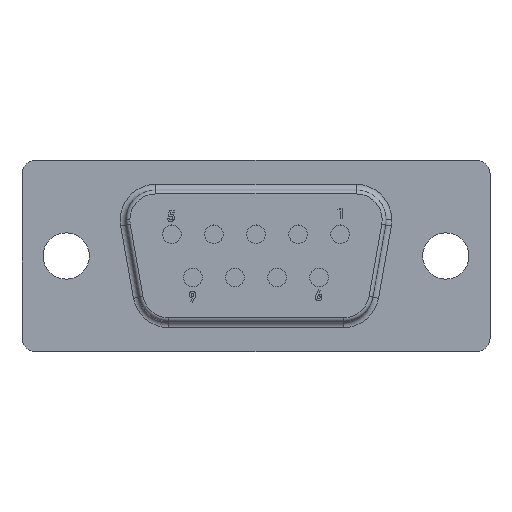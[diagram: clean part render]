
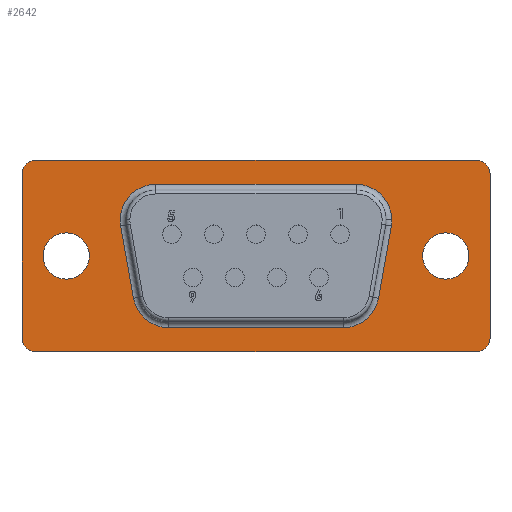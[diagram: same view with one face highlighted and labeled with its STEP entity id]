
A CAD part, top view. The second image highlights one B-rep face of the part: STEP entity #2642.
In plain terms, the highlighted planar face has unit normal (0, 0, 1).
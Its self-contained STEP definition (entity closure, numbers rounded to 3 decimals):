
#1296 = VERTEX_POINT('',#1297);
#1297 = CARTESIAN_POINT('',(1.068,3.284,6.48));
#1306 = EDGE_CURVE('',#1296,#1307,#1309,.T.);
#1307 = VERTEX_POINT('',#1308);
#1308 = CARTESIAN_POINT('',(3.404,0.947,6.48));
#1309 = CIRCLE('',#1310,2.337);
#1310 = AXIS2_PLACEMENT_3D('',#1311,#1312,#1313);
#1311 = CARTESIAN_POINT('',(1.068,0.947,6.48));
#1312 = DIRECTION('',(0.,0.,-1.));
#1313 = DIRECTION('',(1.,0.,0.));
#1418 = VERTEX_POINT('',#1419);
#1419 = CARTESIAN_POINT('',(8.486,-1.428,6.48));
#1425 = EDGE_CURVE('',#1426,#1418,#1428,.T.);
#1426 = VERTEX_POINT('',#1427);
#1427 = CARTESIAN_POINT('',(5.438,-1.428,6.48));
#1428 = CIRCLE('',#1429,1.524);
#1429 = AXIS2_PLACEMENT_3D('',#1430,#1431,#1432);
#1430 = CARTESIAN_POINT('',(6.962,-1.428,6.48));
#1431 = DIRECTION('',(0.,0.,1.));
#1432 = DIRECTION('',(1.,0.,0.));
#1460 = VERTEX_POINT('',#1461);
#1461 = CARTESIAN_POINT('',(-16.508,-1.428,6.48));
#1467 = EDGE_CURVE('',#1468,#1460,#1470,.T.);
#1468 = VERTEX_POINT('',#1469);
#1469 = CARTESIAN_POINT('',(-19.556,-1.428,6.48));
#1470 = CIRCLE('',#1471,1.524);
#1471 = AXIS2_PLACEMENT_3D('',#1472,#1473,#1474);
#1472 = CARTESIAN_POINT('',(-18.032,-1.428,6.48));
#1473 = DIRECTION('',(0.,0.,1.));
#1474 = DIRECTION('',(1.,0.,0.));
#2642 = ADVANCED_FACE('',(#2643,#2712,#2722,#2732),#2802,.T.);
#2643 = FACE_BOUND('',#2644,.T.);
#2644 = EDGE_LOOP('',(#2645,#2646,#2655,#2663,#2672,#2680,#2689,#2697,
    #2706));
#2645 = ORIENTED_EDGE('',*,*,#1306,.T.);
#2646 = ORIENTED_EDGE('',*,*,#2647,.T.);
#2647 = EDGE_CURVE('',#1307,#2648,#2650,.T.);
#2648 = VERTEX_POINT('',#2649);
#2649 = CARTESIAN_POINT('',(3.369,0.541,6.48));
#2650 = CIRCLE('',#2651,2.337);
#2651 = AXIS2_PLACEMENT_3D('',#2652,#2653,#2654);
#2652 = CARTESIAN_POINT('',(1.068,0.947,6.48));
#2653 = DIRECTION('',(0.,0.,-1.));
#2654 = DIRECTION('',(1.,0.,0.));
#2655 = ORIENTED_EDGE('',*,*,#2656,.T.);
#2656 = EDGE_CURVE('',#2648,#2657,#2659,.T.);
#2657 = VERTEX_POINT('',#2658);
#2658 = CARTESIAN_POINT('',(2.531,-4.209,6.48));
#2659 = LINE('',#2660,#2661);
#2660 = CARTESIAN_POINT('',(1.22,-11.637,6.48));
#2661 = VECTOR('',#2662,1.);
#2662 = DIRECTION('',(-0.174,-0.985,0.));
#2663 = ORIENTED_EDGE('',*,*,#2664,.T.);
#2664 = EDGE_CURVE('',#2657,#2665,#2667,.T.);
#2665 = VERTEX_POINT('',#2666);
#2666 = CARTESIAN_POINT('',(0.229,-6.139,6.48));
#2667 = CIRCLE('',#2668,2.337);
#2668 = AXIS2_PLACEMENT_3D('',#2669,#2670,#2671);
#2669 = CARTESIAN_POINT('',(0.229,-3.803,6.48));
#2670 = DIRECTION('',(0.,0.,-1.));
#2671 = DIRECTION('',(1.,0.,0.));
#2672 = ORIENTED_EDGE('',*,*,#2673,.T.);
#2673 = EDGE_CURVE('',#2665,#2674,#2676,.T.);
#2674 = VERTEX_POINT('',#2675);
#2675 = CARTESIAN_POINT('',(-11.299,-6.139,6.48));
#2676 = LINE('',#2677,#2678);
#2677 = CARTESIAN_POINT('',(-20.94,-6.139,6.48));
#2678 = VECTOR('',#2679,1.);
#2679 = DIRECTION('',(-1.,0.,0.));
#2680 = ORIENTED_EDGE('',*,*,#2681,.T.);
#2681 = EDGE_CURVE('',#2674,#2682,#2684,.T.);
#2682 = VERTEX_POINT('',#2683);
#2683 = CARTESIAN_POINT('',(-13.601,-4.209,6.48));
#2684 = CIRCLE('',#2685,2.337);
#2685 = AXIS2_PLACEMENT_3D('',#2686,#2687,#2688);
#2686 = CARTESIAN_POINT('',(-11.299,-3.803,6.48));
#2687 = DIRECTION('',(0.,0.,-1.));
#2688 = DIRECTION('',(1.,0.,0.));
#2689 = ORIENTED_EDGE('',*,*,#2690,.T.);
#2690 = EDGE_CURVE('',#2682,#2691,#2693,.T.);
#2691 = VERTEX_POINT('',#2692);
#2692 = CARTESIAN_POINT('',(-14.439,0.541,6.48));
#2693 = LINE('',#2694,#2695);
#2694 = CARTESIAN_POINT('',(-13.22,-6.364,6.48));
#2695 = VECTOR('',#2696,1.);
#2696 = DIRECTION('',(-0.174,0.985,0.));
#2697 = ORIENTED_EDGE('',*,*,#2698,.T.);
#2698 = EDGE_CURVE('',#2691,#2699,#2701,.T.);
#2699 = VERTEX_POINT('',#2700);
#2700 = CARTESIAN_POINT('',(-12.137,3.284,6.48));
#2701 = CIRCLE('',#2702,2.337);
#2702 = AXIS2_PLACEMENT_3D('',#2703,#2704,#2705);
#2703 = CARTESIAN_POINT('',(-12.137,0.947,6.48));
#2704 = DIRECTION('',(0.,0.,-1.));
#2705 = DIRECTION('',(1.,0.,0.));
#2706 = ORIENTED_EDGE('',*,*,#2707,.T.);
#2707 = EDGE_CURVE('',#2699,#1296,#2708,.T.);
#2708 = LINE('',#2709,#2710);
#2709 = CARTESIAN_POINT('',(-20.94,3.284,6.48));
#2710 = VECTOR('',#2711,1.);
#2711 = DIRECTION('',(1.,0.,0.));
#2712 = FACE_BOUND('',#2713,.T.);
#2713 = EDGE_LOOP('',(#2714,#2721));
#2714 = ORIENTED_EDGE('',*,*,#2715,.F.);
#2715 = EDGE_CURVE('',#1418,#1426,#2716,.T.);
#2716 = CIRCLE('',#2717,1.524);
#2717 = AXIS2_PLACEMENT_3D('',#2718,#2719,#2720);
#2718 = CARTESIAN_POINT('',(6.962,-1.428,6.48));
#2719 = DIRECTION('',(0.,0.,1.));
#2720 = DIRECTION('',(1.,0.,0.));
#2721 = ORIENTED_EDGE('',*,*,#1425,.F.);
#2722 = FACE_BOUND('',#2723,.T.);
#2723 = EDGE_LOOP('',(#2724,#2731));
#2724 = ORIENTED_EDGE('',*,*,#2725,.F.);
#2725 = EDGE_CURVE('',#1460,#1468,#2726,.T.);
#2726 = CIRCLE('',#2727,1.524);
#2727 = AXIS2_PLACEMENT_3D('',#2728,#2729,#2730);
#2728 = CARTESIAN_POINT('',(-18.032,-1.428,6.48));
#2729 = DIRECTION('',(0.,0.,1.));
#2730 = DIRECTION('',(1.,0.,0.));
#2731 = ORIENTED_EDGE('',*,*,#1467,.F.);
#2732 = FACE_BOUND('',#2733,.T.);
#2733 = EDGE_LOOP('',(#2734,#2744,#2753,#2761,#2770,#2778,#2787,#2795));
#2734 = ORIENTED_EDGE('',*,*,#2735,.T.);
#2735 = EDGE_CURVE('',#2736,#2738,#2740,.T.);
#2736 = VERTEX_POINT('',#2737);
#2737 = CARTESIAN_POINT('',(8.981,4.872,6.48));
#2738 = VERTEX_POINT('',#2739);
#2739 = CARTESIAN_POINT('',(-20.051,4.872,6.48));
#2740 = LINE('',#2741,#2742);
#2741 = CARTESIAN_POINT('',(-20.94,4.872,6.48));
#2742 = VECTOR('',#2743,1.);
#2743 = DIRECTION('',(-1.,0.,0.));
#2744 = ORIENTED_EDGE('',*,*,#2745,.T.);
#2745 = EDGE_CURVE('',#2738,#2746,#2748,.T.);
#2746 = VERTEX_POINT('',#2747);
#2747 = CARTESIAN_POINT('',(-20.94,3.983,6.48));
#2748 = CIRCLE('',#2749,0.889);
#2749 = AXIS2_PLACEMENT_3D('',#2750,#2751,#2752);
#2750 = CARTESIAN_POINT('',(-20.051,3.983,6.48));
#2751 = DIRECTION('',(0.,0.,1.));
#2752 = DIRECTION('',(1.,0.,0.));
#2753 = ORIENTED_EDGE('',*,*,#2754,.T.);
#2754 = EDGE_CURVE('',#2746,#2755,#2757,.T.);
#2755 = VERTEX_POINT('',#2756);
#2756 = CARTESIAN_POINT('',(-20.94,-6.838,6.48));
#2757 = LINE('',#2758,#2759);
#2758 = CARTESIAN_POINT('',(-20.94,4.872,6.48));
#2759 = VECTOR('',#2760,1.);
#2760 = DIRECTION('',(0.,-1.,0.));
#2761 = ORIENTED_EDGE('',*,*,#2762,.T.);
#2762 = EDGE_CURVE('',#2755,#2763,#2765,.T.);
#2763 = VERTEX_POINT('',#2764);
#2764 = CARTESIAN_POINT('',(-20.051,-7.727,6.48));
#2765 = CIRCLE('',#2766,0.889);
#2766 = AXIS2_PLACEMENT_3D('',#2767,#2768,#2769);
#2767 = CARTESIAN_POINT('',(-20.051,-6.838,6.48));
#2768 = DIRECTION('',(0.,0.,1.));
#2769 = DIRECTION('',(1.,0.,0.));
#2770 = ORIENTED_EDGE('',*,*,#2771,.T.);
#2771 = EDGE_CURVE('',#2763,#2772,#2774,.T.);
#2772 = VERTEX_POINT('',#2773);
#2773 = CARTESIAN_POINT('',(8.981,-7.727,6.48));
#2774 = LINE('',#2775,#2776);
#2775 = CARTESIAN_POINT('',(-20.94,-7.727,6.48));
#2776 = VECTOR('',#2777,1.);
#2777 = DIRECTION('',(1.,0.,0.));
#2778 = ORIENTED_EDGE('',*,*,#2779,.T.);
#2779 = EDGE_CURVE('',#2772,#2780,#2782,.T.);
#2780 = VERTEX_POINT('',#2781);
#2781 = CARTESIAN_POINT('',(9.87,-6.838,6.48));
#2782 = CIRCLE('',#2783,0.889);
#2783 = AXIS2_PLACEMENT_3D('',#2784,#2785,#2786);
#2784 = CARTESIAN_POINT('',(8.981,-6.838,6.48));
#2785 = DIRECTION('',(0.,0.,1.));
#2786 = DIRECTION('',(1.,0.,0.));
#2787 = ORIENTED_EDGE('',*,*,#2788,.T.);
#2788 = EDGE_CURVE('',#2780,#2789,#2791,.T.);
#2789 = VERTEX_POINT('',#2790);
#2790 = CARTESIAN_POINT('',(9.87,3.983,6.48));
#2791 = LINE('',#2792,#2793);
#2792 = CARTESIAN_POINT('',(9.87,4.872,6.48));
#2793 = VECTOR('',#2794,1.);
#2794 = DIRECTION('',(0.,1.,0.));
#2795 = ORIENTED_EDGE('',*,*,#2796,.T.);
#2796 = EDGE_CURVE('',#2789,#2736,#2797,.T.);
#2797 = CIRCLE('',#2798,0.889);
#2798 = AXIS2_PLACEMENT_3D('',#2799,#2800,#2801);
#2799 = CARTESIAN_POINT('',(8.981,3.983,6.48));
#2800 = DIRECTION('',(0.,0.,1.));
#2801 = DIRECTION('',(1.,0.,0.));
#2802 = PLANE('',#2803);
#2803 = AXIS2_PLACEMENT_3D('',#2804,#2805,#2806);
#2804 = CARTESIAN_POINT('',(-20.94,-7.727,6.48));
#2805 = DIRECTION('',(0.,0.,1.));
#2806 = DIRECTION('',(1.,0.,0.));
